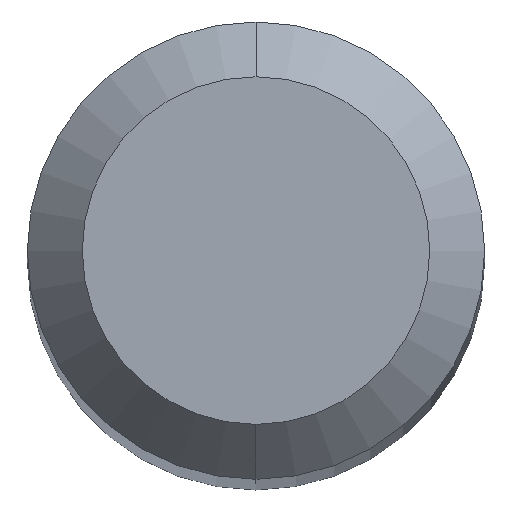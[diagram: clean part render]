
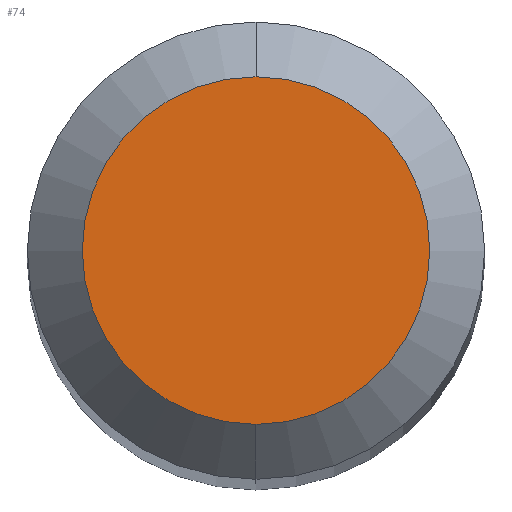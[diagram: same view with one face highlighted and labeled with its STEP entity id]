
A CAD part, top view. The second image highlights one B-rep face of the part: STEP entity #74.
In plain terms, the highlighted planar face has unit normal (0, 0, 1).
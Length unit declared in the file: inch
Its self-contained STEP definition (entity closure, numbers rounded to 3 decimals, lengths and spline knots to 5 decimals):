
#21 = EDGE_LOOP ( 'NONE', ( #482, #50 ) ) ;
#50 = ORIENTED_EDGE ( 'NONE', *, *, #247, .T. ) ;
#73 = DIRECTION ( 'NONE',  ( 0., 0., 1. ) ) ;
#74 = ADVANCED_FACE ( 'NONE', ( #237 ), #414, .F. ) ;
#109 = DIRECTION ( 'NONE',  ( 0., 0., -1. ) ) ;
#157 = VERTEX_POINT ( 'NONE', #340 ) ;
#175 = AXIS2_PLACEMENT_3D ( 'NONE', #563, #335, #510 ) ;
#199 = CARTESIAN_POINT ( 'NONE',  ( 0., 0.0475, 0. ) ) ;
#200 = EDGE_CURVE ( 'NONE', #216, #157, #538, .T. ) ;
#216 = VERTEX_POINT ( 'NONE', #469 ) ;
#237 = FACE_OUTER_BOUND ( 'NONE', #21, .T. ) ;
#247 = EDGE_CURVE ( 'NONE', #157, #216, #503, .T. ) ;
#276 = DIRECTION ( 'NONE',  ( 0., 1., 0. ) ) ;
#330 = AXIS2_PLACEMENT_3D ( 'NONE', #199, #109, #276 ) ;
#335 = DIRECTION ( 'NONE',  ( 0., 0., 1. ) ) ;
#340 = CARTESIAN_POINT ( 'NONE',  ( 0., -0.0475, 0. ) ) ;
#374 = AXIS2_PLACEMENT_3D ( 'NONE', #377, #73, #472 ) ;
#377 = CARTESIAN_POINT ( 'NONE',  ( 0., 0., 0. ) ) ;
#414 = PLANE ( 'NONE',  #330 ) ;
#469 = CARTESIAN_POINT ( 'NONE',  ( 0., 0.0475, 0. ) ) ;
#472 = DIRECTION ( 'NONE',  ( 0., -1., 0. ) ) ;
#482 = ORIENTED_EDGE ( 'NONE', *, *, #200, .T. ) ;
#503 = CIRCLE ( 'NONE', #374, 0.0475 ) ;
#510 = DIRECTION ( 'NONE',  ( 0., -1., 0. ) ) ;
#538 = CIRCLE ( 'NONE', #175, 0.0475 ) ;
#563 = CARTESIAN_POINT ( 'NONE',  ( 0., 0., 0. ) ) ;
